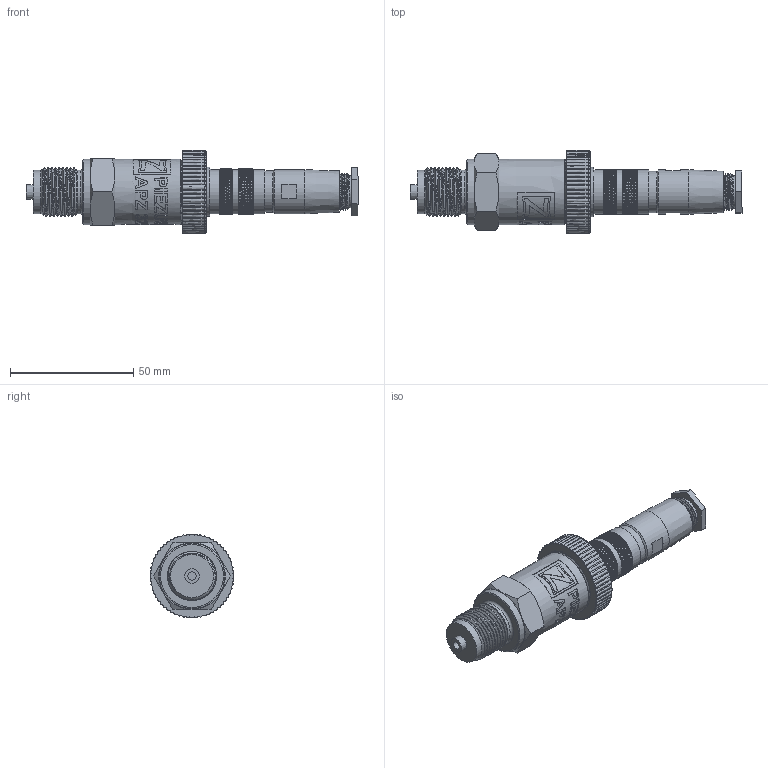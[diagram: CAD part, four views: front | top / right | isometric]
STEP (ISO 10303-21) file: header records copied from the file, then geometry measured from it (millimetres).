
FILE_DESCRIPTION(/* description */ (''),/* implementation_level */ '2;1');
FILE_NAME(/* name */ 'APZ3230_2_Binder723.step',/* time_stamp */ '2021-06-25T12:10:51+03:00',/* author */ (''),/* organization */ (''),/* preprocessor_version */ 'ST-DEVELOPER v18.1',/* originating_system */ 'Autodesk Translation Framework v10.9.0.1377',/* authorisation */ '');
FILE_SCHEMA (('AUTOMOTIVE_DESIGN { 1 0 10303 214 3 1 1 }'));
Length unit declared in the file: millimetre
Products named in the file (7): АПЗ 3420 в.2; M20x1,5 EN; OMAL nut M27x1.5 v8; Ш100.000.005 v4; Binder 723 assembly v4; Binder 723 female v10; Binder 723 male v8
Assembly tree (6 placements, depth 3):
  АПЗ 3420 в.2
    M20x1,5 EN
    OMAL nut M27x1.5 v8
    Ш100.000.005 v4
    Binder 723 assembly v4
      Binder 723 female v10
      Binder 723 male v8
Bounding box: 134.58 x 34 x 34 mm (x, y, z)
Volume: 49932.6 mm3; surface area: 21326.7 mm2
Topology: 7 solids, 7 shells, 3529 faces, 8947 edges, 5853 vertices
Faces by surface type: plane 2136, cylinder 598, bspline 461, cone 331, torus 3
Full cylindrical faces by diameter (mm): 1 x15, 1.5 x5, 10 x1, 11.8 x1, 12 x1, 13 x1, 13.5 x1, 13.741 x3, 14.884 x2, 15.044 x5, 15.2 x1, 15.908 x4, 16.8 x1, 17.044 x7, 17.283 x6, 17.6 x1, 17.8 x1, 17.908 x7, 18 x4, 18.124 x7, 18.137 x8, 18.161 x2, 19.85 x7, 20 x1, 21.4 x2, 22.3 x1, 22.4 x1, 24.5 x1, 25.132 x4, 25.526 x4
Entity records: 135805 total; most frequent: CARTESIAN_POINT 51676, ORIENTED_EDGE 17894, DIRECTION 17799, EDGE_CURVE 8947, AXIS2_PLACEMENT_3D 7676, VERTEX_POINT 5853, EDGE_LOOP 3956, ELLIPSE 3870
